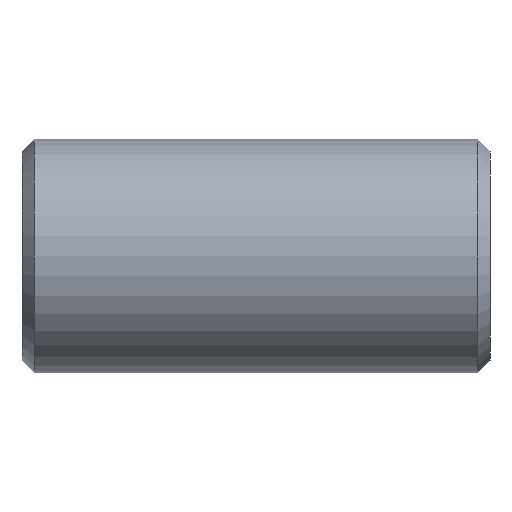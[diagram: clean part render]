
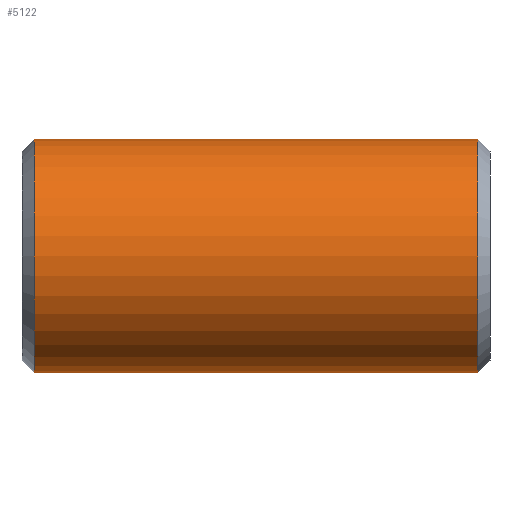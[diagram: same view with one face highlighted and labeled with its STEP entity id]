
A CAD part, left-side view. The second image highlights one B-rep face of the part: STEP entity #5122.
In plain terms, the highlighted cylindrical face has radius 9.5 mm (diameter 19 mm), a partial arc.
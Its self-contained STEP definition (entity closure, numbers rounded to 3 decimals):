
#278 = VERTEX_POINT ( 'NONE', #4533 ) ;
#483 = CARTESIAN_POINT ( 'NONE',  ( 0., 1., -9.5 ) ) ;
#596 = CARTESIAN_POINT ( 'NONE',  ( 0., -8.49, 9.5 ) ) ;
#711 = VECTOR ( 'NONE', #10365, 1000. ) ;
#804 = ORIENTED_EDGE ( 'NONE', *, *, #1527, .F. ) ;
#1168 = DIRECTION ( 'NONE',  ( 0., -1., 0. ) ) ;
#1527 = EDGE_CURVE ( 'NONE', #278, #4739, #8822, .T. ) ;
#1758 = EDGE_CURVE ( 'NONE', #7359, #9704, #4477, .T. ) ;
#2057 = EDGE_LOOP ( 'NONE', ( #804, #4606, #3352, #9119 ) ) ;
#2124 = FACE_OUTER_BOUND ( 'NONE', #2057, .T. ) ;
#2201 = EDGE_CURVE ( 'NONE', #4739, #9704, #8033, .T. ) ;
#2342 = VECTOR ( 'NONE', #1168, 1000. ) ;
#2685 = DIRECTION ( 'NONE',  ( 0., -1., 0. ) ) ;
#3030 = CARTESIAN_POINT ( 'NONE',  ( 0., 37.1, -9.5 ) ) ;
#3352 = ORIENTED_EDGE ( 'NONE', *, *, #1758, .T. ) ;
#3405 = CARTESIAN_POINT ( 'NONE',  ( 0., 1., 0. ) ) ;
#4110 = EDGE_CURVE ( 'NONE', #278, #7359, #9567, .T. ) ;
#4477 = LINE ( 'NONE', #10141, #2342 ) ;
#4496 = CARTESIAN_POINT ( 'NONE',  ( 0., 1., 9.5 ) ) ;
#4533 = CARTESIAN_POINT ( 'NONE',  ( 0., 37.1, 9.5 ) ) ;
#4606 = ORIENTED_EDGE ( 'NONE', *, *, #4110, .T. ) ;
#4739 = VERTEX_POINT ( 'NONE', #4496 ) ;
#5028 = DIRECTION ( 'NONE',  ( 0., -1., 0. ) ) ;
#5122 = ADVANCED_FACE ( 'NONE', ( #2124 ), #10533, .T. ) ;
#6745 = DIRECTION ( 'NONE',  ( 0., 0., -1. ) ) ;
#7133 = AXIS2_PLACEMENT_3D ( 'NONE', #7326, #8153, #9053 ) ;
#7299 = AXIS2_PLACEMENT_3D ( 'NONE', #3405, #5028, #9881 ) ;
#7326 = CARTESIAN_POINT ( 'NONE',  ( 0., -8.49, 0. ) ) ;
#7359 = VERTEX_POINT ( 'NONE', #3030 ) ;
#7539 = CARTESIAN_POINT ( 'NONE',  ( 0., 37.1, 0. ) ) ;
#8033 = CIRCLE ( 'NONE', #7299, 9.5 ) ;
#8153 = DIRECTION ( 'NONE',  ( 0., -1., 0. ) ) ;
#8822 = LINE ( 'NONE', #596, #711 ) ;
#9053 = DIRECTION ( 'NONE',  ( 0., 0., -1. ) ) ;
#9119 = ORIENTED_EDGE ( 'NONE', *, *, #2201, .F. ) ;
#9567 = CIRCLE ( 'NONE', #10064, 9.5 ) ;
#9704 = VERTEX_POINT ( 'NONE', #483 ) ;
#9881 = DIRECTION ( 'NONE',  ( 0., 0., -1. ) ) ;
#10064 = AXIS2_PLACEMENT_3D ( 'NONE', #7539, #2685, #6745 ) ;
#10141 = CARTESIAN_POINT ( 'NONE',  ( 0., -8.49, -9.5 ) ) ;
#10365 = DIRECTION ( 'NONE',  ( 0., -1., 0. ) ) ;
#10533 = CYLINDRICAL_SURFACE ( 'NONE', #7133, 9.5 ) ;
